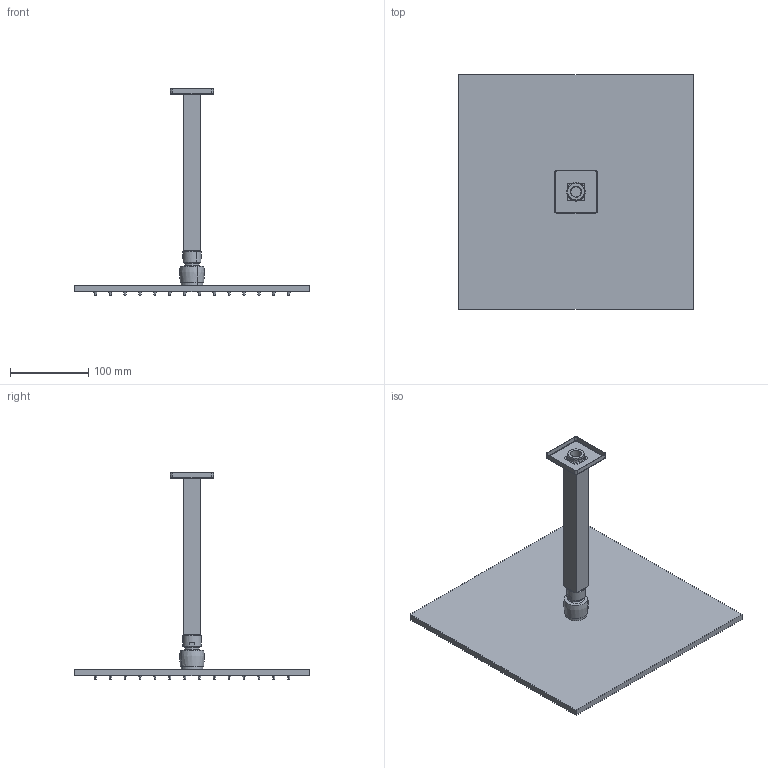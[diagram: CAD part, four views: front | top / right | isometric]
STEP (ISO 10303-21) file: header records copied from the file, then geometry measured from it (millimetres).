
FILE_DESCRIPTION(('CATIA V5 STEP Exchange'),'2;1');
FILE_NAME('DS013740 x rendering.stp','2018-02-08T10:04:37+00:00',('none'),('none'),'Version 5-6 Release 2013','CATIA V5 STEP AP203','none');
FILE_SCHEMA(('CONFIG_CONTROL_DESIGN'));
Length unit declared in the file: millimetre
Products named in the file (1): Product1_AllCATPart
Bounding box: 300 x 300 x 264 mm (x, y, z)
Volume: 820862 mm3; surface area: 239763 mm2
Topology: 1 solids, 2 shells, 1264 faces, 2552 edges, 1694 vertices
Faces by surface type: plane 426, cylinder 426, cone 400, torus 10, revolution 2
Entity records: 29274 total; most frequent: ORIENTED_EDGE 5104, CARTESIAN_POINT 4978, DIRECTION 3870, EDGE_CURVE 2552, AXIS2_PLACEMENT_3D 2328, VERTEX_POINT 1694, EDGE_LOOP 1668, CIRCLE 1666
